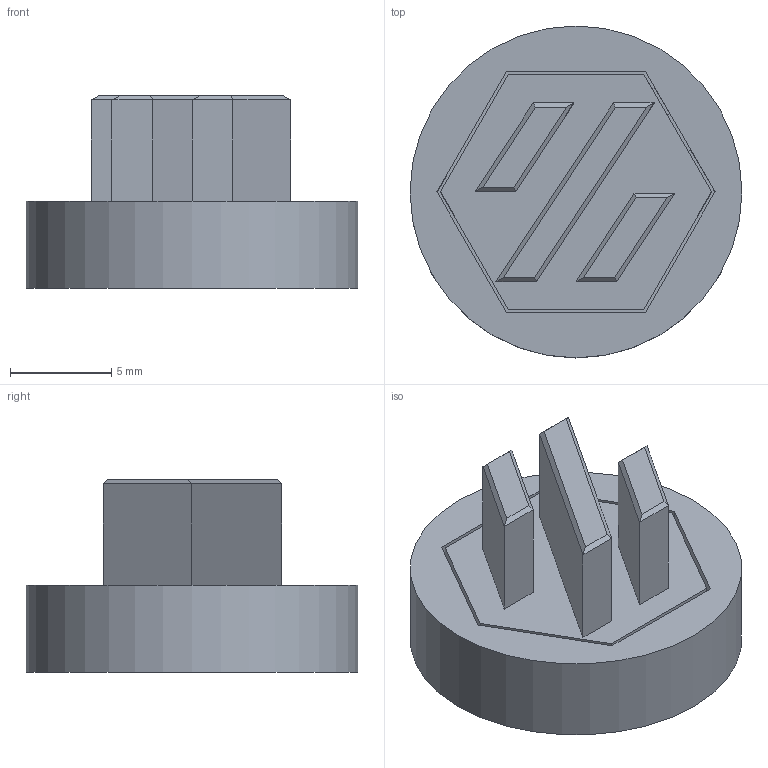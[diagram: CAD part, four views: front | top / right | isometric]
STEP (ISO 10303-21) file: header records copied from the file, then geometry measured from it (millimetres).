
FILE_DESCRIPTION(/* description */ (''),/* implementation_level */ '2;1');
FILE_NAME(/* name */ 'V0_RGB_Skirt_Logo.step',/* time_stamp */ '2023-02-22T21:58:30-05:00',/* author */ (''),/* organization */ (''),/* preprocessor_version */ 'ST-DEVELOPER v19.2',/* originating_system */ 'Autodesk Translation Framework v11.17.0.187',/* authorisation */ '');
FILE_SCHEMA (('AUTOMOTIVE_DESIGN { 1 0 10303 214 3 1 1 }'));
Length unit declared in the file: millimetre
Products named in the file (17): (Unsaved); Rainbow Barf PCB; SOLID; LED_WS2812_2020; LED_WS2812_2020 (1); LED_WS2812_2020 (2); LED_WS2812_2020 (3); C_0402_1005Metric; SOLID (1); LED_WS2812_2020 (4); LED_WS2812_2020 (5); LED_WS2812_2020 (6); R_0402_1005Metric; SOLID (2); LED_WS2812_2020 (7); COMPOUND; Logo Insert
Assembly tree (23 placements, depth 4):
  (Unsaved)
    Rainbow Barf PCB
      SOLID
      LED_WS2812_2020
        COMPOUND
      LED_WS2812_2020 (1)
        COMPOUND
      LED_WS2812_2020 (2)
        COMPOUND
      LED_WS2812_2020 (3)
        COMPOUND
      C_0402_1005Metric
        SOLID (1)
      LED_WS2812_2020 (4)
        COMPOUND
      LED_WS2812_2020 (5)
        COMPOUND
      LED_WS2812_2020 (6)
        COMPOUND
      R_0402_1005Metric
        SOLID (2)
      LED_WS2812_2020 (7)
        COMPOUND
    Logo Insert
Bounding box: 16.4 x 16.4 x 9.5 mm (x, y, z)
Volume: 958.2 mm3; surface area: 1778.3 mm2
Topology: 29 solids, 29 shells, 939 faces, 2489 edges, 1654 vertices
Faces by surface type: plane 804, cylinder 135
Full cylindrical faces by diameter (mm): 16.4 x1
Entity records: 9096 total; most frequent: CARTESIAN_POINT 1524, DIRECTION 1497, ORIENTED_EDGE 1450, EDGE_CURVE 725, LINE 595, VECTOR 595, VERTEX_POINT 478, AXIS2_PLACEMENT_3D 451
